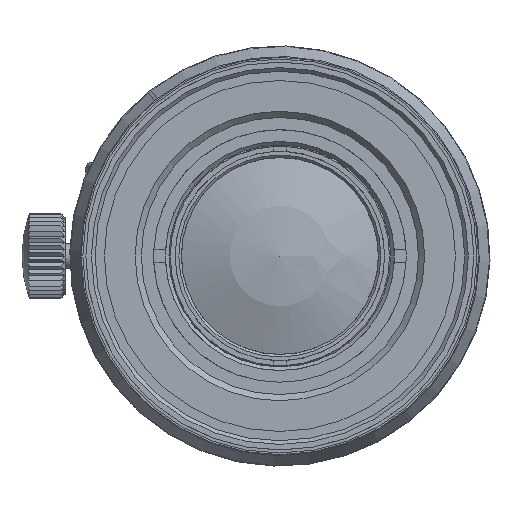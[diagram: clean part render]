
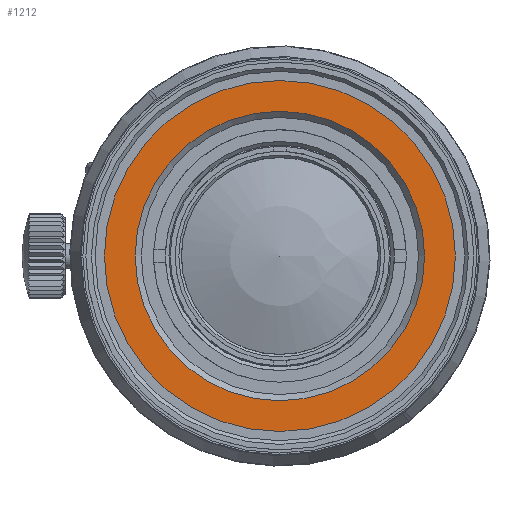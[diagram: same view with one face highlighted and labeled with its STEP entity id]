
A CAD part, left-side view. The second image highlights one B-rep face of the part: STEP entity #1212.
In plain terms, the highlighted planar face has unit normal (-1, 0, 0).
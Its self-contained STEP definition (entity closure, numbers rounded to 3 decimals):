
#289=PLANE('',#11773);
#1212=ADVANCED_FACE('',(#3065,#3066),#289,.F.);
#2678=CIRCLE('',#11770,14.25);
#2679=CIRCLE('',#11772,11.75);
#3065=FACE_BOUND('',#3710,.T.);
#3066=FACE_BOUND('',#3711,.T.);
#3710=EDGE_LOOP('',(#6598));
#3711=EDGE_LOOP('',(#6599));
#6598=ORIENTED_EDGE('',*,*,#9936,.F.);
#6599=ORIENTED_EDGE('',*,*,#9935,.T.);
#8340=VERTEX_POINT('',#20998);
#8341=VERTEX_POINT('',#21001);
#9935=EDGE_CURVE('',#8340,#8340,#2678,.T.);
#9936=EDGE_CURVE('',#8341,#8341,#2679,.T.);
#11770=AXIS2_PLACEMENT_3D('',#20997,#13684,#13685);
#11772=AXIS2_PLACEMENT_3D('',#21000,#13688,#13689);
#11773=AXIS2_PLACEMENT_3D('',#21002,#13690,#13691);
#13684=DIRECTION('',(-1.,0.,0.));
#13685=DIRECTION('',(0.,0.,1.));
#13688=DIRECTION('',(-1.,0.,0.));
#13689=DIRECTION('',(0.,0.,1.));
#13690=DIRECTION('',(1.,0.,0.));
#13691=DIRECTION('',(0.,0.,-1.));
#20997=CARTESIAN_POINT('',(-39.995,0.,0.));
#20998=CARTESIAN_POINT('',(-39.995,0.,14.25));
#21000=CARTESIAN_POINT('',(-39.995,0.,0.));
#21001=CARTESIAN_POINT('',(-39.995,0.,11.75));
#21002=CARTESIAN_POINT('',(-39.995,14.25,0.));
